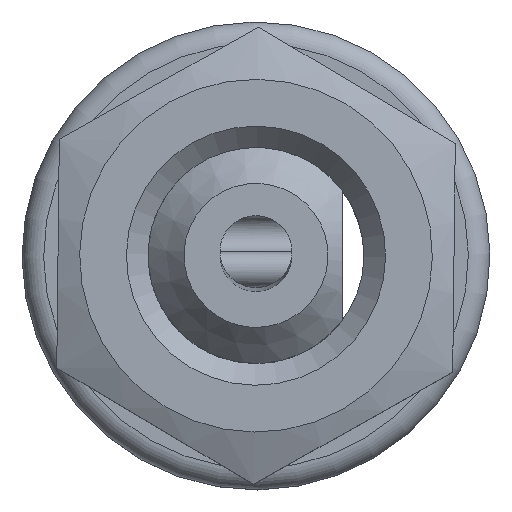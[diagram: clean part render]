
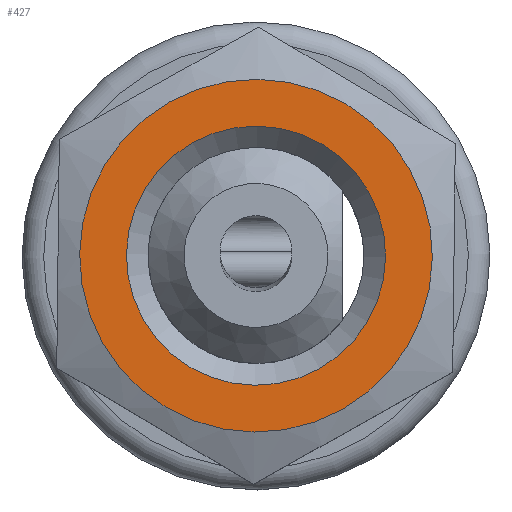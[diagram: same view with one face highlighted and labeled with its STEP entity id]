
A CAD part, top view. The second image highlights one B-rep face of the part: STEP entity #427.
In plain terms, the highlighted planar face has unit normal (0, 0, 1).
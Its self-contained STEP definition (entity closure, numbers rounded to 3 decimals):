
#43=PLANE($,#477);
#61=FACE_BOUND($,#167,.T.);
#96=CIRCLE($,#476,1.8);
#97=CIRCLE($,#478,2.45);
#126=FACE_OUTER_BOUND($,#166,.T.);
#166=EDGE_LOOP($,(#349));
#167=EDGE_LOOP($,(#350));
#236=VERTEX_POINT($,#765);
#237=VERTEX_POINT($,#768);
#279=EDGE_CURVE($,#236,#236,#96,.T.);
#280=EDGE_CURVE($,#237,#237,#97,.T.);
#349=ORIENTED_EDGE($,*,*,#280,.F.);
#350=ORIENTED_EDGE($,*,*,#279,.F.);
#427=ADVANCED_FACE($,(#126,#61),#43,.F.);
#476=AXIS2_PLACEMENT_3D($,#766,#564,#565);
#477=AXIS2_PLACEMENT_3D($,#767,#566,#567);
#478=AXIS2_PLACEMENT_3D($,#769,#568,#569);
#564=DIRECTION('center_axis',(0.,0.,1.));
#565=DIRECTION('ref_axis',(-1.,0.,0.));
#566=DIRECTION('center_axis',(0.,0.,-1.));
#567=DIRECTION('ref_axis',(-1.,0.,0.));
#568=DIRECTION('center_axis',(0.,0.,-1.));
#569=DIRECTION('ref_axis',(-1.,0.,0.));
#765=CARTESIAN_POINT('',(1.8,0.,1.8));
#766=CARTESIAN_POINT('Origin',(0.,0.,1.8));
#767=CARTESIAN_POINT('Origin',(0.,0.,1.8));
#768=CARTESIAN_POINT('',(2.45,0.,1.8));
#769=CARTESIAN_POINT('Origin',(0.,0.,1.8));
